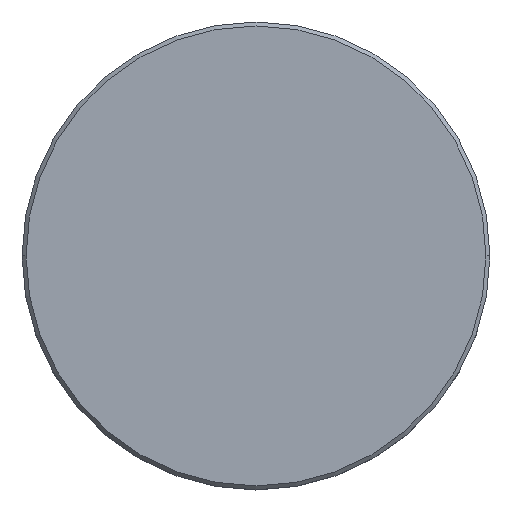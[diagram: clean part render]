
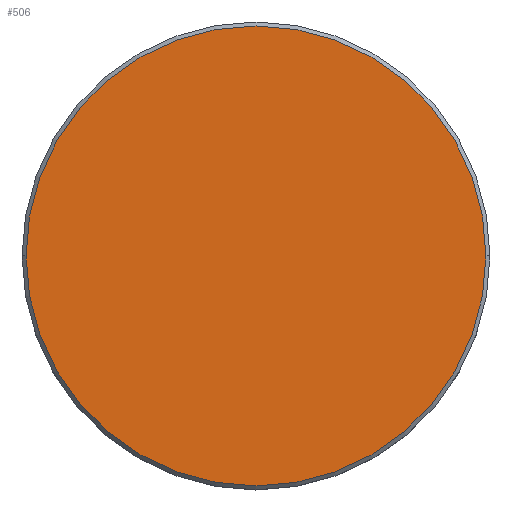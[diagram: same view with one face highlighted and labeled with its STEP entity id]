
A CAD part, top view. The second image highlights one B-rep face of the part: STEP entity #506.
In plain terms, the highlighted planar face has unit normal (0, 0, 1).
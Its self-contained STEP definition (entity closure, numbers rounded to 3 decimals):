
#20 = CARTESIAN_POINT ( 'NONE',  ( 0., 0., 0. ) ) ;
#65 = CIRCLE ( 'NONE', #178, 29. ) ;
#125 = DIRECTION ( 'NONE',  ( 1., 0., 0. ) ) ;
#153 = VERTEX_POINT ( 'NONE', #1063 ) ;
#158 = CARTESIAN_POINT ( 'NONE',  ( -29., 0., 0. ) ) ;
#178 = AXIS2_PLACEMENT_3D ( 'NONE', #698, #605, #963 ) ;
#203 = DIRECTION ( 'NONE',  ( 1., 0., 0. ) ) ;
#273 = ORIENTED_EDGE ( 'NONE', *, *, #386, .T. ) ;
#300 = DIRECTION ( 'NONE',  ( 0., 0., 1. ) ) ;
#307 = DIRECTION ( 'NONE',  ( 0., 0., 1. ) ) ;
#386 = EDGE_CURVE ( 'NONE', #848, #153, #65, .T. ) ;
#432 = PLANE ( 'NONE',  #1176 ) ;
#506 = ADVANCED_FACE ( 'NONE', ( #1065 ), #432, .T. ) ;
#531 = ORIENTED_EDGE ( 'NONE', *, *, #1043, .T. ) ;
#569 = CIRCLE ( 'NONE', #647, 29. ) ;
#605 = DIRECTION ( 'NONE',  ( 0., 0., 1. ) ) ;
#647 = AXIS2_PLACEMENT_3D ( 'NONE', #20, #300, #125 ) ;
#698 = CARTESIAN_POINT ( 'NONE',  ( 0., 0., 0. ) ) ;
#848 = VERTEX_POINT ( 'NONE', #158 ) ;
#963 = DIRECTION ( 'NONE',  ( 1., 0., 0. ) ) ;
#1008 = EDGE_LOOP ( 'NONE', ( #273, #531 ) ) ;
#1043 = EDGE_CURVE ( 'NONE', #153, #848, #569, .T. ) ;
#1063 = CARTESIAN_POINT ( 'NONE',  ( 29., 0., 0. ) ) ;
#1065 = FACE_OUTER_BOUND ( 'NONE', #1008, .T. ) ;
#1157 = CARTESIAN_POINT ( 'NONE',  ( 0., 0., 0. ) ) ;
#1176 = AXIS2_PLACEMENT_3D ( 'NONE', #1157, #307, #203 ) ;
